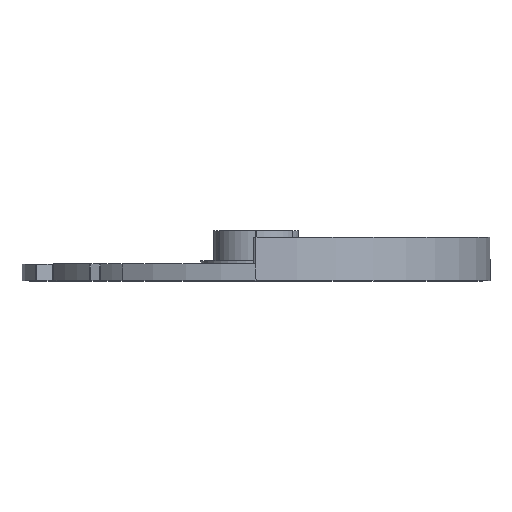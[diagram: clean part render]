
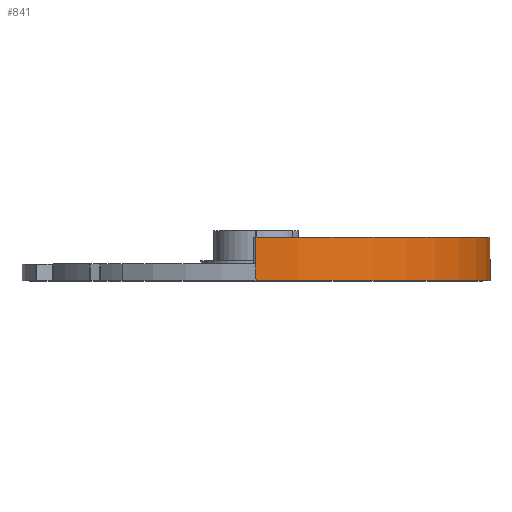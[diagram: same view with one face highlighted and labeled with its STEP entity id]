
A CAD part, top view. The second image highlights one B-rep face of the part: STEP entity #841.
In plain terms, the highlighted cylindrical face has radius 70 mm (diameter 140 mm), a partial arc.
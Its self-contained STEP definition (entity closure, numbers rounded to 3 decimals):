
#112 = AXIS2_PLACEMENT_3D ( 'NONE', #276, #4133, #2547 ) ;
#146 = DIRECTION ( 'NONE',  ( 0., -1., 0. ) ) ;
#228 = LINE ( 'NONE', #271, #1083 ) ;
#254 = VERTEX_POINT ( 'NONE', #3096 ) ;
#257 = AXIS2_PLACEMENT_3D ( 'NONE', #1498, #404, #3794 ) ;
#271 = CARTESIAN_POINT ( 'NONE',  ( 0., 5., -70. ) ) ;
#276 = CARTESIAN_POINT ( 'NONE',  ( 0., 0., 0. ) ) ;
#368 = LINE ( 'NONE', #2079, #3807 ) ;
#404 = DIRECTION ( 'NONE',  ( 0., 1., 0. ) ) ;
#410 = CARTESIAN_POINT ( 'NONE',  ( 0., 5., 70. ) ) ;
#601 = FACE_OUTER_BOUND ( 'NONE', #1546, .T. ) ;
#609 = EDGE_CURVE ( 'NONE', #3483, #254, #368, .T. ) ;
#615 = ORIENTED_EDGE ( 'NONE', *, *, #3191, .F. ) ;
#833 = DIRECTION ( 'NONE',  ( 0., -1., 0. ) ) ;
#841 = ADVANCED_FACE ( 'NONE', ( #601 ), #1917, .T. ) ;
#903 = VERTEX_POINT ( 'NONE', #1960 ) ;
#1078 = LINE ( 'NONE', #2399, #3062 ) ;
#1083 = VECTOR ( 'NONE', #833, 1000. ) ;
#1089 = ORIENTED_EDGE ( 'NONE', *, *, #2441, .T. ) ;
#1118 = EDGE_CURVE ( 'NONE', #2387, #1926, #1078, .T. ) ;
#1145 = ORIENTED_EDGE ( 'NONE', *, *, #2779, .T. ) ;
#1165 = CARTESIAN_POINT ( 'NONE',  ( 0., 13., 70. ) ) ;
#1498 = CARTESIAN_POINT ( 'NONE',  ( 0., 13., 0. ) ) ;
#1546 = EDGE_LOOP ( 'NONE', ( #4236, #1145, #1089, #3321, #1906, #615 ) ) ;
#1594 = CARTESIAN_POINT ( 'NONE',  ( 0., 5., 0. ) ) ;
#1780 = CARTESIAN_POINT ( 'NONE',  ( 0., 5., 70. ) ) ;
#1906 = ORIENTED_EDGE ( 'NONE', *, *, #609, .F. ) ;
#1917 = CYLINDRICAL_SURFACE ( 'NONE', #2370, 70. ) ;
#1926 = VERTEX_POINT ( 'NONE', #1780 ) ;
#1960 = CARTESIAN_POINT ( 'NONE',  ( 0., 0., 70. ) ) ;
#2079 = CARTESIAN_POINT ( 'NONE',  ( 0., 13., -70. ) ) ;
#2126 = DIRECTION ( 'NONE',  ( 0., -1., 0. ) ) ;
#2370 = AXIS2_PLACEMENT_3D ( 'NONE', #1594, #3813, #4219 ) ;
#2387 = VERTEX_POINT ( 'NONE', #1165 ) ;
#2398 = CIRCLE ( 'NONE', #257, 70. ) ;
#2399 = CARTESIAN_POINT ( 'NONE',  ( 0., 13., 70. ) ) ;
#2441 = EDGE_CURVE ( 'NONE', #903, #3477, #3147, .T. ) ;
#2547 = DIRECTION ( 'NONE',  ( 0., 0., 1. ) ) ;
#2779 = EDGE_CURVE ( 'NONE', #1926, #903, #3102, .T. ) ;
#2780 = DIRECTION ( 'NONE',  ( 0., -1., 0. ) ) ;
#2881 = EDGE_CURVE ( 'NONE', #254, #3477, #228, .T. ) ;
#2934 = VECTOR ( 'NONE', #146, 1000. ) ;
#2973 = CARTESIAN_POINT ( 'NONE',  ( 0., 13., -70. ) ) ;
#3062 = VECTOR ( 'NONE', #2780, 1000. ) ;
#3096 = CARTESIAN_POINT ( 'NONE',  ( 0., 8., -70. ) ) ;
#3102 = LINE ( 'NONE', #410, #2934 ) ;
#3147 = CIRCLE ( 'NONE', #112, 70. ) ;
#3191 = EDGE_CURVE ( 'NONE', #2387, #3483, #2398, .T. ) ;
#3321 = ORIENTED_EDGE ( 'NONE', *, *, #2881, .F. ) ;
#3477 = VERTEX_POINT ( 'NONE', #4005 ) ;
#3483 = VERTEX_POINT ( 'NONE', #2973 ) ;
#3794 = DIRECTION ( 'NONE',  ( 0., 0., 1. ) ) ;
#3807 = VECTOR ( 'NONE', #2126, 1000. ) ;
#3813 = DIRECTION ( 'NONE',  ( 0., -1., 0. ) ) ;
#4005 = CARTESIAN_POINT ( 'NONE',  ( 0., 0., -70. ) ) ;
#4133 = DIRECTION ( 'NONE',  ( 0., 1., 0. ) ) ;
#4219 = DIRECTION ( 'NONE',  ( 0., 0., -1. ) ) ;
#4236 = ORIENTED_EDGE ( 'NONE', *, *, #1118, .T. ) ;
